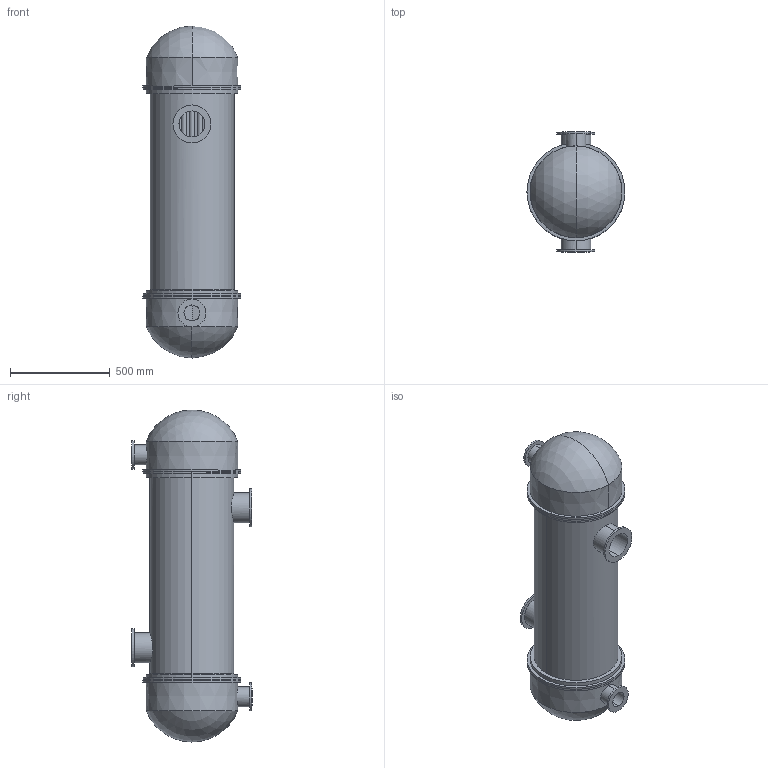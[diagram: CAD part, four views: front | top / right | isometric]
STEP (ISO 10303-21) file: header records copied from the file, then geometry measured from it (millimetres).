
FILE_DESCRIPTION (( 'STEP AP214' ), '1' );
FILE_NAME ('Shell and tube heat exchanger.STEP', '2023-12-25T08:14:47', ( '' ), ( '' ), 'SwSTEP 2.0', 'SolidWorks 2022', '' );
FILE_SCHEMA (( 'AUTOMOTIVE_DESIGN' ));
Length unit declared in the file: inch
Products named in the file (4): Shell and tube heat exchanger; Tube structure; heat exchanger outer shell; heat exchanger inner shell
Assembly tree (4 placements, depth 2):
  Shell and tube heat exchanger
    heat exchanger inner shell
    Tube structure
    heat exchanger outer shell  x2
Bounding box: 490 x 600 x 1660 mm (x, y, z)
Volume: 43649792.5 mm3; surface area: 15389987.1 mm2
Topology: 69 solids, 69 shells, 944 faces, 2364 edges, 1572 vertices
Faces by surface type: cylinder 776, plane 156, sphere 8, cone 4
Entity records: 31685 total; most frequent: DIRECTION 5700, CARTESIAN_POINT 5621, ORIENTED_EDGE 4644, AXIS2_PLACEMENT_3D 2459, EDGE_CURVE 2322, VERTEX_POINT 1546, EDGE_LOOP 1544, CIRCLE 1528
